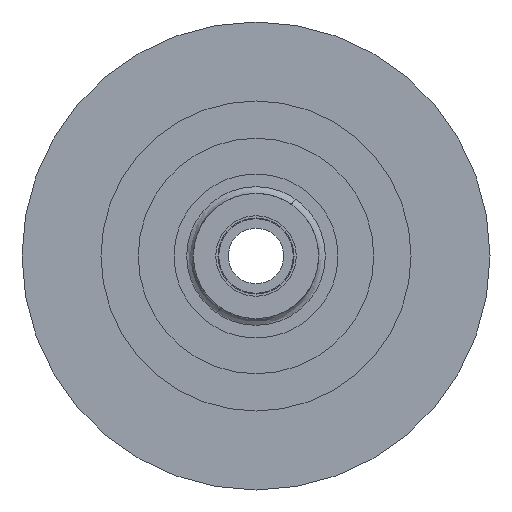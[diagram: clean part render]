
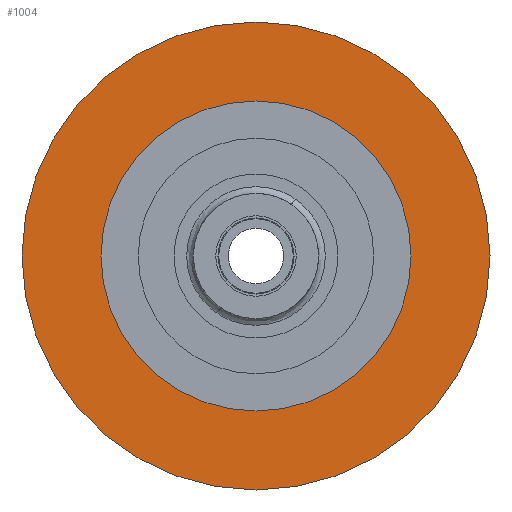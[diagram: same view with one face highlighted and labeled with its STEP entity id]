
A CAD part, front view. The second image highlights one B-rep face of the part: STEP entity #1004.
In plain terms, the highlighted planar face has unit normal (0, -1, 0).
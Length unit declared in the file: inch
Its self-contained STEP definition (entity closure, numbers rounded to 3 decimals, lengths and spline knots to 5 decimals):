
#85 = DIRECTION ( 'NONE',  ( 0., 0., 1. ) ) ;
#86 = DIRECTION ( 'NONE',  ( 0., 1., 0. ) ) ;
#87 = CARTESIAN_POINT ( 'NONE',  ( 0., -0.87271, 0. ) ) ;
#325 = DIRECTION ( 'NONE',  ( 0., 0., 1. ) ) ;
#326 = DIRECTION ( 'NONE',  ( 0., 1., 0. ) ) ;
#327 = CARTESIAN_POINT ( 'NONE',  ( 0., -0.87271, 0. ) ) ;
#518 = AXIS2_PLACEMENT_3D ( 'NONE', #87, #86, #85 ) ;
#580 = AXIS2_PLACEMENT_3D ( 'NONE', #327, #326, #325 ) ;
#714 = ORIENTED_EDGE ( 'NONE', *, *, #2781, .T. ) ;
#715 = ORIENTED_EDGE ( 'NONE', *, *, #2766, .T. ) ;
#818 = VERTEX_POINT ( 'NONE', #2079 ) ;
#822 = VERTEX_POINT ( 'NONE', #2110 ) ;
#826 = VERTEX_POINT ( 'NONE', #2019 ) ;
#856 = VERTEX_POINT ( 'NONE', #2000 ) ;
#918 = ORIENTED_EDGE ( 'NONE', *, *, #2905, .F. ) ;
#980 = ORIENTED_EDGE ( 'NONE', *, *, #2862, .F. ) ;
#1004 = ADVANCED_FACE ( 'NONE', ( #2326, #2316 ), #1996, .T. ) ;
#1354 = DIRECTION ( 'NONE',  ( 0., 0., 1. ) ) ;
#1356 = DIRECTION ( 'NONE',  ( 0., 1., 0. ) ) ;
#1359 = CARTESIAN_POINT ( 'NONE',  ( 0., -0.87271, 0. ) ) ;
#1431 = DIRECTION ( 'NONE',  ( 0., 0., 1. ) ) ;
#1432 = DIRECTION ( 'NONE',  ( 0., 1., 0. ) ) ;
#1437 = CARTESIAN_POINT ( 'NONE',  ( 0., -0.87271, 0. ) ) ;
#1714 = CIRCLE ( 'NONE', #518, 0.785 ) ;
#1780 = AXIS2_PLACEMENT_3D ( 'NONE', #1359, #1356, #1354 ) ;
#1813 = AXIS2_PLACEMENT_3D ( 'NONE', #1437, #1432, #1431 ) ;
#1958 = DIRECTION ( 'NONE',  ( 0., 0., -1. ) ) ;
#1977 = CARTESIAN_POINT ( 'NONE',  ( -0.785, -0.87271, 0. ) ) ;
#1996 = PLANE ( 'NONE',  #2841 ) ;
#2000 = CARTESIAN_POINT ( 'NONE',  ( 0., -0.87271, -0.52 ) ) ;
#2005 = DIRECTION ( 'NONE',  ( 0., -1., 0. ) ) ;
#2019 = CARTESIAN_POINT ( 'NONE',  ( 0., -0.87271, -0.785 ) ) ;
#2079 = CARTESIAN_POINT ( 'NONE',  ( 0., -0.87271, 0.785 ) ) ;
#2110 = CARTESIAN_POINT ( 'NONE',  ( 0., -0.87271, 0.52 ) ) ;
#2257 = EDGE_LOOP ( 'NONE', ( #918, #980 ) ) ;
#2258 = EDGE_LOOP ( 'NONE', ( #715, #714 ) ) ;
#2316 = FACE_OUTER_BOUND ( 'NONE', #2257, .T. ) ;
#2326 = FACE_BOUND ( 'NONE', #2258, .T. ) ;
#2387 = CIRCLE ( 'NONE', #580, 0.785 ) ;
#2424 = CIRCLE ( 'NONE', #1780, 0.52 ) ;
#2440 = CIRCLE ( 'NONE', #1813, 0.52 ) ;
#2766 = EDGE_CURVE ( 'NONE', #822, #856, #2440, .T. ) ;
#2781 = EDGE_CURVE ( 'NONE', #856, #822, #2424, .T. ) ;
#2841 = AXIS2_PLACEMENT_3D ( 'NONE', #1977, #2005, #1958 ) ;
#2862 = EDGE_CURVE ( 'NONE', #826, #818, #2387, .T. ) ;
#2905 = EDGE_CURVE ( 'NONE', #818, #826, #1714, .T. ) ;
